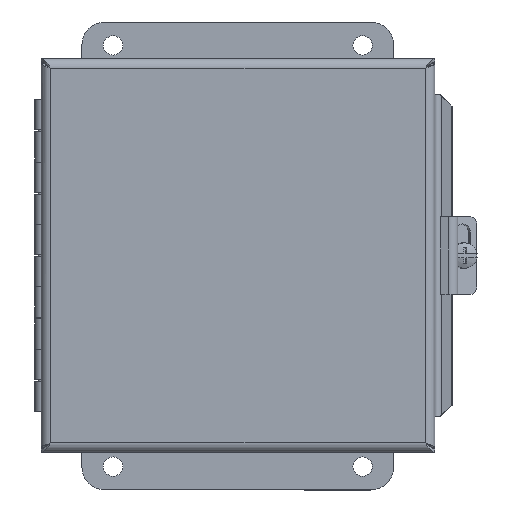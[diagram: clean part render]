
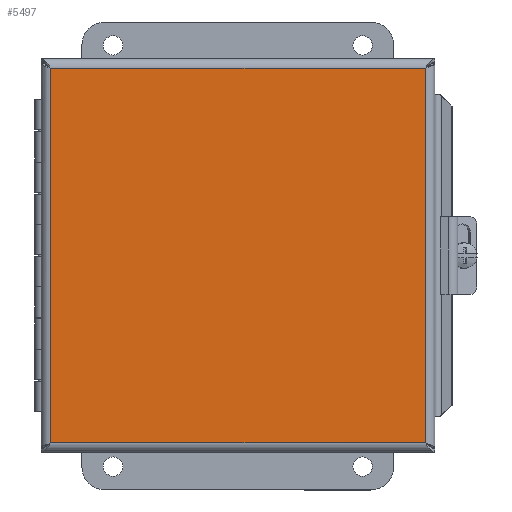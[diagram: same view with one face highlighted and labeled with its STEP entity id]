
A CAD part, top view. The second image highlights one B-rep face of the part: STEP entity #5497.
In plain terms, the highlighted face is planar.
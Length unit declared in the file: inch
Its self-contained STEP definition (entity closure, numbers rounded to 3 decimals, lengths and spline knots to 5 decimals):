
#540=PLANE('',#6082);
#790=FACE_OUTER_BOUND('',#1126,.T.);
#1126=EDGE_LOOP('',(#4389,#4390,#4391,#4392));
#1628=LINE('',#9374,#2106);
#1654=LINE('',#9609,#2132);
#1674=LINE('',#9707,#2152);
#1675=LINE('',#9710,#2153);
#2106=VECTOR('',#7056,0.3937);
#2132=VECTOR('',#7108,0.3937);
#2152=VECTOR('',#7168,0.3937);
#2153=VECTOR('',#7173,0.3937);
#2493=VERTEX_POINT('',#9154);
#2516=VERTEX_POINT('',#9286);
#2523=VERTEX_POINT('',#9373);
#2527=VERTEX_POINT('',#9510);
#3132=EDGE_CURVE('',#2523,#2516,#1628,.T.);
#3170=EDGE_CURVE('',#2493,#2527,#1654,.T.);
#3197=EDGE_CURVE('',#2516,#2493,#1674,.T.);
#3198=EDGE_CURVE('',#2527,#2523,#1675,.T.);
#4389=ORIENTED_EDGE('',*,*,#3132,.T.);
#4390=ORIENTED_EDGE('',*,*,#3197,.T.);
#4391=ORIENTED_EDGE('',*,*,#3170,.T.);
#4392=ORIENTED_EDGE('',*,*,#3198,.T.);
#5497=ADVANCED_FACE('',(#790),#540,.F.);
#6082=AXIS2_PLACEMENT_3D('',#9711,#7174,#7175);
#7056=DIRECTION('',(0.,-1.,0.));
#7108=DIRECTION('',(0.,1.,0.));
#7168=DIRECTION('',(-1.,0.,0.));
#7173=DIRECTION('',(1.,0.,0.));
#7174=DIRECTION('center_axis',(0.,0.,1.));
#7175=DIRECTION('ref_axis',(1.,0.,0.));
#9154=CARTESIAN_POINT('',(0.15275,0.15275,0.));
#9286=CARTESIAN_POINT('',(6.15725,0.15275,0.));
#9373=CARTESIAN_POINT('',(6.15725,6.15975,0.));
#9374=CARTESIAN_POINT('',(6.15725,4.658,0.));
#9510=CARTESIAN_POINT('',(0.15275,6.15975,0.));
#9609=CARTESIAN_POINT('',(0.15275,1.6545,0.));
#9707=CARTESIAN_POINT('',(4.65613,0.15275,0.));
#9710=CARTESIAN_POINT('',(1.65388,6.15975,0.));
#9711=CARTESIAN_POINT('Origin',(3.155,3.15625,0.));
